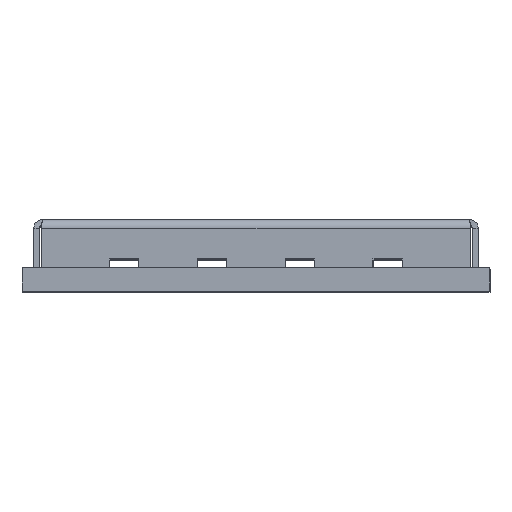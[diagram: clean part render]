
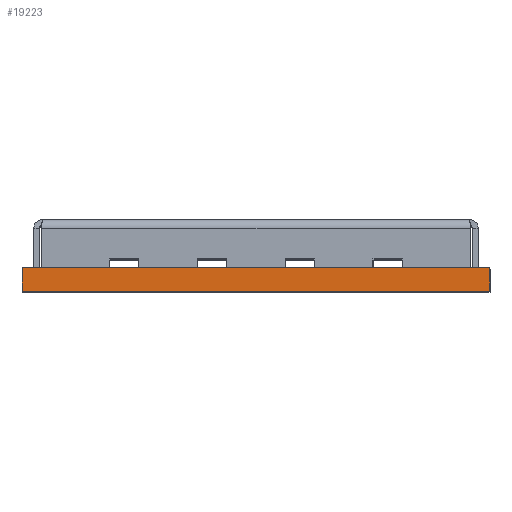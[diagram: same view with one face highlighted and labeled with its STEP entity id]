
A CAD part, top view. The second image highlights one B-rep face of the part: STEP entity #19223.
In plain terms, the highlighted planar face has unit normal (0, 0, 1).
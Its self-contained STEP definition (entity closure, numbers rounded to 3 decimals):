
#1008 = CARTESIAN_POINT ( 'NONE',  ( -8., 0.8, 13. ) ) ;
#1045 = LINE ( 'NONE', #28493, #27576 ) ;
#1227 = FACE_OUTER_BOUND ( 'NONE', #31394, .T. ) ;
#3800 = DIRECTION ( 'NONE',  ( 0., -1., 0. ) ) ;
#4515 = DIRECTION ( 'NONE',  ( 1., 0., 0. ) ) ;
#4823 = AXIS2_PLACEMENT_3D ( 'NONE', #31153, #20781, #15234 ) ;
#5781 = ORIENTED_EDGE ( 'NONE', *, *, #32625, .T. ) ;
#7133 = LINE ( 'NONE', #33674, #18772 ) ;
#7185 = DIRECTION ( 'NONE',  ( 0., -1., 0. ) ) ;
#7952 = VERTEX_POINT ( 'NONE', #11934 ) ;
#11550 = EDGE_CURVE ( 'NONE', #16326, #16939, #7133, .T. ) ;
#11741 = CARTESIAN_POINT ( 'NONE',  ( 8., 0., 13. ) ) ;
#11934 = CARTESIAN_POINT ( 'NONE',  ( -8., 0., 13. ) ) ;
#15234 = DIRECTION ( 'NONE',  ( -1., 0., 0. ) ) ;
#15316 = EDGE_CURVE ( 'NONE', #16326, #7952, #17411, .T. ) ;
#15430 = VECTOR ( 'NONE', #32897, 1000. ) ;
#15758 = VERTEX_POINT ( 'NONE', #11741 ) ;
#16326 = VERTEX_POINT ( 'NONE', #27251 ) ;
#16939 = VERTEX_POINT ( 'NONE', #28433 ) ;
#17411 = LINE ( 'NONE', #1008, #22349 ) ;
#18772 = VECTOR ( 'NONE', #4515, 1000. ) ;
#19007 = ORIENTED_EDGE ( 'NONE', *, *, #15316, .T. ) ;
#19223 = ADVANCED_FACE ( 'NONE', ( #1227 ), #22961, .F. ) ;
#20781 = DIRECTION ( 'NONE',  ( 0., 0., -1. ) ) ;
#21687 = ORIENTED_EDGE ( 'NONE', *, *, #22724, .F. ) ;
#22349 = VECTOR ( 'NONE', #3800, 1000. ) ;
#22724 = EDGE_CURVE ( 'NONE', #16939, #15758, #1045, .T. ) ;
#22961 = PLANE ( 'NONE',  #4823 ) ;
#24918 = ORIENTED_EDGE ( 'NONE', *, *, #11550, .F. ) ;
#27251 = CARTESIAN_POINT ( 'NONE',  ( -8., 0.8, 13. ) ) ;
#27576 = VECTOR ( 'NONE', #7185, 1000. ) ;
#28433 = CARTESIAN_POINT ( 'NONE',  ( 8., 0.8, 13. ) ) ;
#28493 = CARTESIAN_POINT ( 'NONE',  ( 8., 0.8, 13. ) ) ;
#29503 = LINE ( 'NONE', #30138, #15430 ) ;
#30138 = CARTESIAN_POINT ( 'NONE',  ( -8., 0., 13. ) ) ;
#31153 = CARTESIAN_POINT ( 'NONE',  ( -8., 0.8, 13. ) ) ;
#31394 = EDGE_LOOP ( 'NONE', ( #5781, #21687, #24918, #19007 ) ) ;
#32625 = EDGE_CURVE ( 'NONE', #7952, #15758, #29503, .T. ) ;
#32897 = DIRECTION ( 'NONE',  ( 1., 0., 0. ) ) ;
#33674 = CARTESIAN_POINT ( 'NONE',  ( -8., 0.8, 13. ) ) ;
